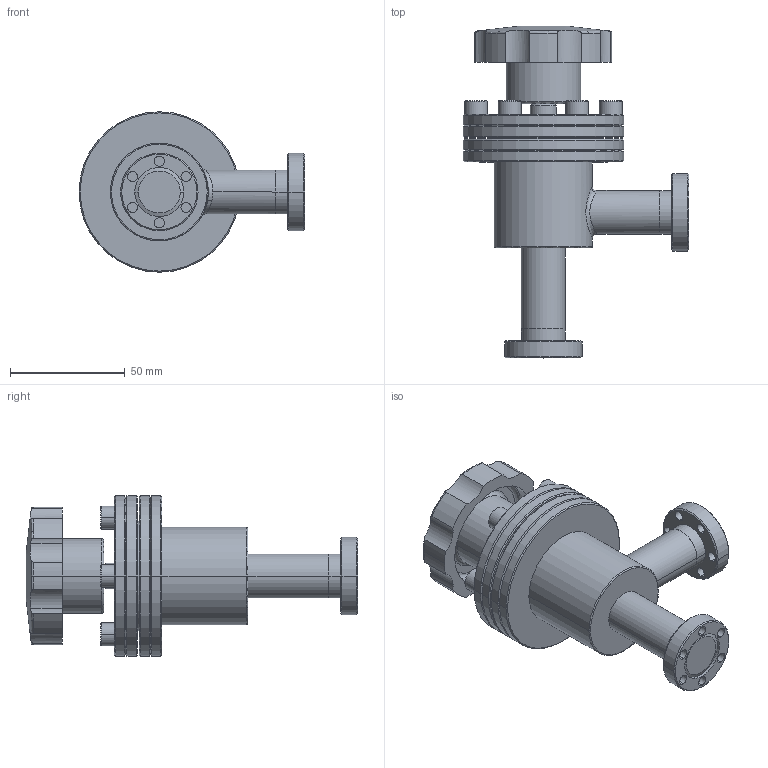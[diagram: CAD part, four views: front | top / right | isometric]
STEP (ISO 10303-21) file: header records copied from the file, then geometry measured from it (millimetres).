
FILE_DESCRIPTION (( 'STEP AP214' ), '1' );
FILE_NAME ('300609030016.STEP', '2021-04-26T09:02:35', ( 'admin' ), ( '' ), 'SwSTEP 2.0', 'SolidWorks 2018', '' );
FILE_SCHEMA (( 'AUTOMOTIVE_DESIGN' ));
Length unit declared in the file: millimetre
Products named in the file (1): 300609030016
Bounding box: 98.5 x 144.77 x 70 mm (x, y, z)
Volume: 215990.4 mm3; surface area: 43716.3 mm2
Topology: 1 solids, 1 shells, 217 faces, 528 edges, 337 vertices
Faces by surface type: cylinder 89, plane 52, cone 44, bspline 32
Entity records: 8850 total; most frequent: CARTESIAN_POINT 3701, DIRECTION 1072, ORIENTED_EDGE 1056, EDGE_CURVE 528, AXIS2_PLACEMENT_3D 424, VERTEX_POINT 337, EDGE_LOOP 265, CIRCLE 238
